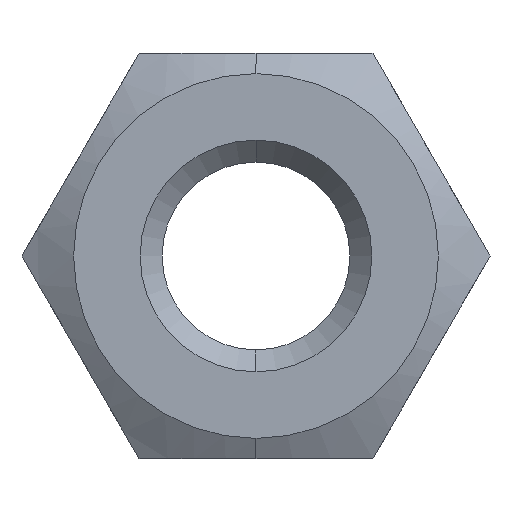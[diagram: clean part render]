
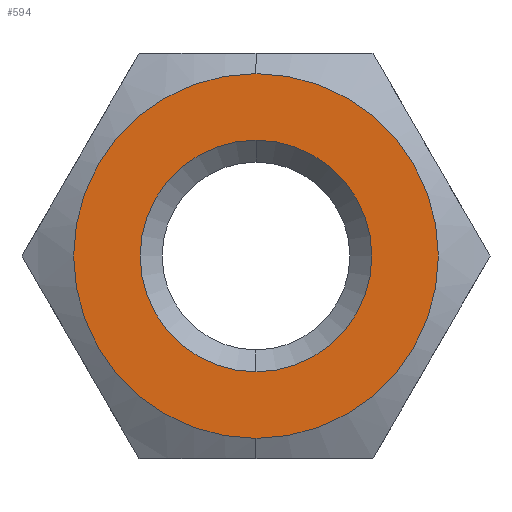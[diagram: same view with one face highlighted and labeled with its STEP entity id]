
A CAD part, left-side view. The second image highlights one B-rep face of the part: STEP entity #594.
In plain terms, the highlighted planar face has unit normal (-1, 0, 0).
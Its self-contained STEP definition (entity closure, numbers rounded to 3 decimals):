
#207=CARTESIAN_POINT('',(0.,0.,3.15));
#208=VERTEX_POINT('',#207);
#275=CARTESIAN_POINT('',(0.,0.,-3.15));
#276=VERTEX_POINT('',#275);
#283=CARTESIAN_POINT('',(0.0,0.0,0.0));
#284=DIRECTION('',(1.0,0.0,0.0));
#285=DIRECTION('',(0.0,0.0,1.0));
#286=AXIS2_PLACEMENT_3D('',#283,#284,#285);
#287=CIRCLE('',#286,3.15);
#288=EDGE_CURVE('',#276,#208,#287,.T.);
#300=CARTESIAN_POINT('',(0.0,0.,-2.0));
#301=VERTEX_POINT('',#300);
#317=CARTESIAN_POINT('',(0.,0.,2.0));
#318=VERTEX_POINT('',#317);
#325=CARTESIAN_POINT('',(0.0,0.0,0.0));
#326=DIRECTION('',(1.0,0.0,0.0));
#327=DIRECTION('',(0.0,0.0,1.0));
#328=AXIS2_PLACEMENT_3D('',#325,#326,#327);
#329=CIRCLE('',#328,2.0);
#330=EDGE_CURVE('',#301,#318,#329,.T.);
#387=CARTESIAN_POINT('',(0.0,0.0,0.0));
#388=DIRECTION('',(1.0,0.0,0.0));
#389=DIRECTION('',(0.0,0.0,1.0));
#390=AXIS2_PLACEMENT_3D('',#387,#388,#389);
#391=CIRCLE('',#390,2.0);
#392=EDGE_CURVE('',#318,#301,#391,.T.);
#405=CARTESIAN_POINT('',(0.0,0.0,0.0));
#406=DIRECTION('',(1.0,0.0,0.0));
#407=DIRECTION('',(0.0,0.0,1.0));
#408=AXIS2_PLACEMENT_3D('',#405,#406,#407);
#409=CIRCLE('',#408,3.15);
#410=EDGE_CURVE('',#208,#276,#409,.T.);
#581=CARTESIAN_POINT('',(0.,3.465,-3.465));
#582=DIRECTION('',(1.0,0.0,0.0));
#583=DIRECTION('',(0.0,0.0,-1.0));
#584=AXIS2_PLACEMENT_3D('',#581,#582,#583);
#585=PLANE('',#584);
#586=ORIENTED_EDGE('',*,*,#288,.F.);
#587=ORIENTED_EDGE('',*,*,#410,.F.);
#588=EDGE_LOOP('',(#586,#587));
#589=FACE_OUTER_BOUND('',#588,.T.);
#590=ORIENTED_EDGE('',*,*,#392,.T.);
#591=ORIENTED_EDGE('',*,*,#330,.T.);
#592=EDGE_LOOP('',(#590,#591));
#593=FACE_BOUND('',#592,.T.);
#594=ADVANCED_FACE('',(#589,#593),#585,.F.);
